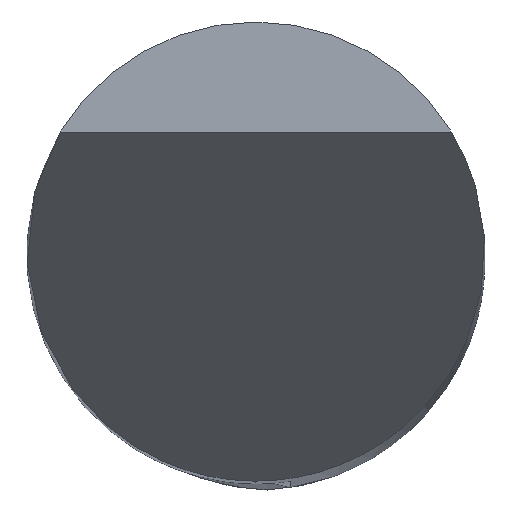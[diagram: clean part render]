
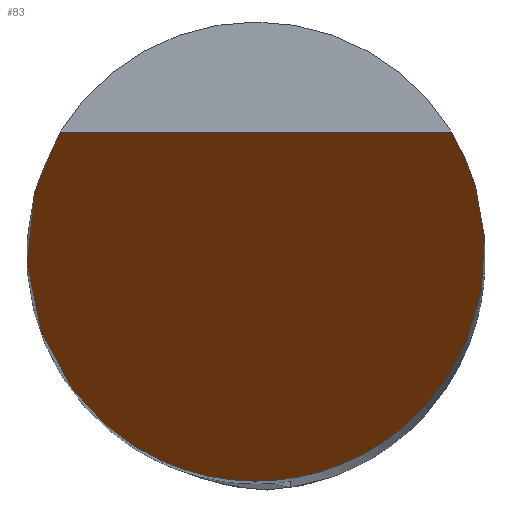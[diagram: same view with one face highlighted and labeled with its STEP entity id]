
A CAD part, top view. The second image highlights one B-rep face of the part: STEP entity #83.
In plain terms, the highlighted planar face has unit normal (0, -0.866, 0.5).
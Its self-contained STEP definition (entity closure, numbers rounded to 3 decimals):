
#63=PLANE('',#662);
#83=ADVANCED_FACE('',(#124),#63,.F.);
#124=FACE_OUTER_BOUND('',#158,.T.);
#158=EDGE_LOOP('',(#305,#306,#307));
#208=LINE('',#1099,#232);
#232=VECTOR('',#740,1.);
#305=ORIENTED_EDGE('',*,*,#488,.T.);
#306=ORIENTED_EDGE('',*,*,#517,.T.);
#307=ORIENTED_EDGE('',*,*,#490,.T.);
#431=VERTEX_POINT('',#930);
#432=VERTEX_POINT('',#935);
#433=VERTEX_POINT('',#942);
#488=EDGE_CURVE('',#432,#431,#608,.T.);
#490=EDGE_CURVE('',#433,#432,#609,.T.);
#517=EDGE_CURVE('',#431,#433,#208,.T.);
#608=(
BOUNDED_CURVE()
B_SPLINE_CURVE(3,(#931,#932,#933,#934),.UNSPECIFIED.,.F.,.F.)
B_SPLINE_CURVE_WITH_KNOTS((4,4),(0.,1.),.UNSPECIFIED.)
CURVE()
GEOMETRIC_REPRESENTATION_ITEM()
RATIONAL_B_SPLINE_CURVE((1.,0.66,0.66,1.))
REPRESENTATION_ITEM('')
);
#609=(
BOUNDED_CURVE()
B_SPLINE_CURVE(3,(#938,#939,#940,#941),.UNSPECIFIED.,.F.,.F.)
B_SPLINE_CURVE_WITH_KNOTS((4,4),(0.,1.),.UNSPECIFIED.)
CURVE()
GEOMETRIC_REPRESENTATION_ITEM()
RATIONAL_B_SPLINE_CURVE((1.,0.66,0.66,1.))
REPRESENTATION_ITEM('')
);
#662=AXIS2_PLACEMENT_3D('',#1101,#743,#744);
#740=DIRECTION('',(-1.,0.,0.));
#743=DIRECTION('',(0.,0.866,-0.5));
#744=DIRECTION('',(0.,0.5,0.866));
#930=CARTESIAN_POINT('',(2.136,1.299,2.25));
#931=CARTESIAN_POINT('',(0.,-2.5,-4.33));
#932=CARTESIAN_POINT('',(2.201,-2.5,-4.33));
#933=CARTESIAN_POINT('',(3.28,-0.581,-1.007));
#934=CARTESIAN_POINT('',(2.136,1.299,2.25));
#935=CARTESIAN_POINT('',(0.,-2.5,-4.33));
#938=CARTESIAN_POINT('',(-2.136,1.299,2.25));
#939=CARTESIAN_POINT('',(-3.28,-0.581,-1.007));
#940=CARTESIAN_POINT('',(-2.201,-2.5,-4.33));
#941=CARTESIAN_POINT('',(0.,-2.5,-4.33));
#942=CARTESIAN_POINT('',(-2.136,1.299,2.25));
#1099=CARTESIAN_POINT('',(0.,1.299,2.25));
#1101=CARTESIAN_POINT('',(-2.5,-2.5,-4.33));
